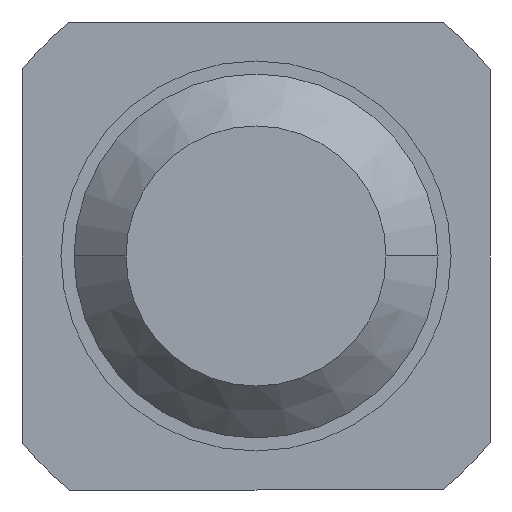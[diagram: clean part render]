
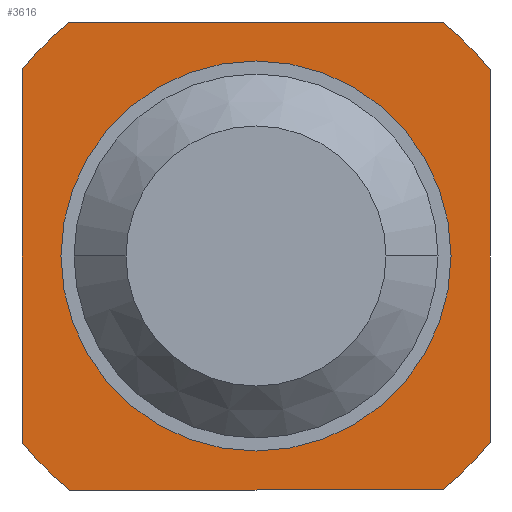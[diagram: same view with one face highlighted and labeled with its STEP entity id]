
A CAD part, front view. The second image highlights one B-rep face of the part: STEP entity #3616.
In plain terms, the highlighted planar face has unit normal (0, -1, 0).
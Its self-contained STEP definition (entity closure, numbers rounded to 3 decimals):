
#8 = CARTESIAN_POINT ( 'NONE',  ( -0.45, 0., 0.358 ) ) ;
#16 = DIRECTION ( 'NONE',  ( 0., 0., 1. ) ) ;
#71 = DIRECTION ( 'NONE',  ( 0., 1., 0. ) ) ;
#211 = CIRCLE ( 'NONE', #3032, 0.575 ) ;
#241 = EDGE_CURVE ( 'Defeature ausgef�hrt3_18+Defeature ausgef�hrt3_12+Defeature ausgef�hrt3_17+Defeature ausgef�hrt3_19', #2840, #4491, #350, .T. ) ;
#262 = AXIS2_PLACEMENT_3D ( 'NONE', #1440, #71, #3189 ) ;
#273 = VECTOR ( 'NONE', #516, 1000. ) ;
#275 = CARTESIAN_POINT ( 'NONE',  ( 0., 0., -0.375 ) ) ;
#291 = CARTESIAN_POINT ( 'NONE',  ( -0.358, 0., -0.45 ) ) ;
#348 = ORIENTED_EDGE ( 'NONE', *, *, #2866, .F. ) ;
#350 = LINE ( 'NONE', #8, #1758 ) ;
#392 = DIRECTION ( 'NONE',  ( 0., 0., 1. ) ) ;
#415 = LINE ( 'NONE', #2774, #2062 ) ;
#444 = ORIENTED_EDGE ( 'NONE', *, *, #2102, .F. ) ;
#456 = DIRECTION ( 'NONE',  ( 0., 1., 0. ) ) ;
#516 = DIRECTION ( 'NONE',  ( -1., 0., 0. ) ) ;
#558 = CARTESIAN_POINT ( 'NONE',  ( 0.358, 0., 0.45 ) ) ;
#613 = CIRCLE ( 'NONE', #262, 0.575 ) ;
#690 = CARTESIAN_POINT ( 'NONE',  ( 0., 0., 0. ) ) ;
#705 = EDGE_LOOP ( 'NONE', ( #3726, #1432 ) ) ;
#763 = ORIENTED_EDGE ( 'NONE', *, *, #4060, .F. ) ;
#824 = CARTESIAN_POINT ( 'NONE',  ( -0.358, 0., -0.45 ) ) ;
#942 = VERTEX_POINT ( 'NONE', #2519 ) ;
#984 = PLANE ( 'NONE',  #2785 ) ;
#1051 = DIRECTION ( 'NONE',  ( 0., 1., 0. ) ) ;
#1071 = DIRECTION ( 'NONE',  ( 0., 1., 0. ) ) ;
#1116 = CIRCLE ( 'NONE', #3567, 0.575 ) ;
#1274 = VERTEX_POINT ( 'NONE', #291 ) ;
#1355 = EDGE_LOOP ( 'NONE', ( #444, #2722, #2410, #2689, #1852, #348, #763, #2202 ) ) ;
#1402 = CIRCLE ( 'NONE', #4345, 0.375 ) ;
#1432 = ORIENTED_EDGE ( 'NONE', *, *, #2673, .T. ) ;
#1440 = CARTESIAN_POINT ( 'NONE',  ( 0., 0., 0. ) ) ;
#1612 = EDGE_CURVE ( 'Defeature ausgef�hrt3_20+Defeature ausgef�hrt3_12+Defeature ausgef�hrt3_19+Defeature ausgef�hrt3_13', #3658, #2729, #3011, .T. ) ;
#1630 = CARTESIAN_POINT ( 'NONE',  ( -0.45, 0., 0.358 ) ) ;
#1733 = CARTESIAN_POINT ( 'NONE',  ( 0., 0., 0. ) ) ;
#1758 = VECTOR ( 'NONE', #2439, 1000. ) ;
#1775 = CARTESIAN_POINT ( 'NONE',  ( 0.358, 0., 0.45 ) ) ;
#1810 = CARTESIAN_POINT ( 'NONE',  ( 0., 0., 0. ) ) ;
#1852 = ORIENTED_EDGE ( 'NONE', *, *, #4193, .F. ) ;
#1977 = DIRECTION ( 'NONE',  ( 1., 0., 0. ) ) ;
#2062 = VECTOR ( 'NONE', #2412, 1000. ) ;
#2102 = EDGE_CURVE ( 'Defeature ausgef�hrt3_13+Defeature ausgef�hrt3_12+Defeature ausgef�hrt3_20+Defeature ausgef�hrt3_14', #2729, #3506, #613, .T. ) ;
#2106 = DIRECTION ( 'NONE',  ( 0., 0., 1. ) ) ;
#2162 = CARTESIAN_POINT ( 'NONE',  ( -0.45, 0., -0.358 ) ) ;
#2202 = ORIENTED_EDGE ( 'NONE', *, *, #4149, .F. ) ;
#2306 = VECTOR ( 'NONE', #1977, 1000. ) ;
#2345 = CARTESIAN_POINT ( 'NONE',  ( 0.45, 0., 0.358 ) ) ;
#2410 = ORIENTED_EDGE ( 'NONE', *, *, #4285, .F. ) ;
#2412 = DIRECTION ( 'NONE',  ( 0., 0., -1. ) ) ;
#2439 = DIRECTION ( 'NONE',  ( 0., 0., 1. ) ) ;
#2519 = CARTESIAN_POINT ( 'NONE',  ( 0.358, 0., -0.45 ) ) ;
#2673 = EDGE_CURVE ( 'Defeature ausgef�hrt3_12+Defeature ausgef�hrt3_5+Defeature ausgef�hrt3_5+Defeature ausgef�hrt3_5', #4486, #4213, #3814, .T. ) ;
#2689 = ORIENTED_EDGE ( 'NONE', *, *, #241, .F. ) ;
#2701 = FACE_BOUND ( 'NONE', #705, .T. ) ;
#2722 = ORIENTED_EDGE ( 'NONE', *, *, #1612, .F. ) ;
#2729 = VERTEX_POINT ( 'NONE', #1775 ) ;
#2774 = CARTESIAN_POINT ( 'NONE',  ( 0.45, 0., 0.358 ) ) ;
#2785 = AXIS2_PLACEMENT_3D ( 'NONE', #690, #3430, #4119 ) ;
#2840 = VERTEX_POINT ( 'NONE', #2162 ) ;
#2866 = EDGE_CURVE ( 'Defeature ausgef�hrt3_16+Defeature ausgef�hrt3_12+Defeature ausgef�hrt3_15+Defeature ausgef�hrt3_17', #942, #1274, #4142, .T. ) ;
#2869 = DIRECTION ( 'NONE',  ( 0., 1., 0. ) ) ;
#2887 = VERTEX_POINT ( 'NONE', #3260 ) ;
#3011 = LINE ( 'NONE', #558, #2306 ) ;
#3032 = AXIS2_PLACEMENT_3D ( 'NONE', #1733, #1051, #2106 ) ;
#3036 = EDGE_CURVE ( 'Defeature ausgef�hrt3_12+Defeature ausgef�hrt3_5+Defeature ausgef�hrt3_5+Defeature ausgef�hrt3_5', #4213, #4486, #1402, .T. ) ;
#3154 = CARTESIAN_POINT ( 'NONE',  ( -0.358, 0., 0.45 ) ) ;
#3189 = DIRECTION ( 'NONE',  ( 0., 0., 1. ) ) ;
#3213 = DIRECTION ( 'NONE',  ( 0., 0., 1. ) ) ;
#3230 = CARTESIAN_POINT ( 'NONE',  ( 0., 0., 0. ) ) ;
#3231 = DIRECTION ( 'NONE',  ( 0., 0., 1. ) ) ;
#3260 = CARTESIAN_POINT ( 'NONE',  ( 0.45, 0., -0.358 ) ) ;
#3318 = CIRCLE ( 'NONE', #3805, 0.575 ) ;
#3430 = DIRECTION ( 'NONE',  ( 0., 1., 0. ) ) ;
#3506 = VERTEX_POINT ( 'NONE', #2345 ) ;
#3527 = CARTESIAN_POINT ( 'NONE',  ( 0., 0., 0. ) ) ;
#3567 = AXIS2_PLACEMENT_3D ( 'NONE', #1810, #3902, #3213 ) ;
#3616 = ADVANCED_FACE ( 'Defeature ausgef�hrt3_12', ( #2701, #3767 ), #984, .F. ) ;
#3658 = VERTEX_POINT ( 'NONE', #3154 ) ;
#3726 = ORIENTED_EDGE ( 'NONE', *, *, #3036, .T. ) ;
#3767 = FACE_OUTER_BOUND ( 'NONE', #1355, .T. ) ;
#3805 = AXIS2_PLACEMENT_3D ( 'NONE', #3230, #2869, #392 ) ;
#3814 = CIRCLE ( 'NONE', #3849, 0.375 ) ;
#3849 = AXIS2_PLACEMENT_3D ( 'NONE', #3527, #456, #3231 ) ;
#3902 = DIRECTION ( 'NONE',  ( 0., 1., 0. ) ) ;
#4060 = EDGE_CURVE ( 'Defeature ausgef�hrt3_15+Defeature ausgef�hrt3_12+Defeature ausgef�hrt3_14+Defeature ausgef�hrt3_16', #2887, #942, #211, .T. ) ;
#4119 = DIRECTION ( 'NONE',  ( 0., 0., 1. ) ) ;
#4142 = LINE ( 'NONE', #824, #273 ) ;
#4149 = EDGE_CURVE ( 'Defeature ausgef�hrt3_14+Defeature ausgef�hrt3_12+Defeature ausgef�hrt3_13+Defeature ausgef�hrt3_15', #3506, #2887, #415, .T. ) ;
#4182 = CARTESIAN_POINT ( 'NONE',  ( 0., 0., 0. ) ) ;
#4193 = EDGE_CURVE ( 'Defeature ausgef�hrt3_17+Defeature ausgef�hrt3_12+Defeature ausgef�hrt3_16+Defeature ausgef�hrt3_18', #1274, #2840, #1116, .T. ) ;
#4213 = VERTEX_POINT ( 'NONE', #4248 ) ;
#4248 = CARTESIAN_POINT ( 'NONE',  ( 0., 0., 0.375 ) ) ;
#4285 = EDGE_CURVE ( 'Defeature ausgef�hrt3_19+Defeature ausgef�hrt3_12+Defeature ausgef�hrt3_18+Defeature ausgef�hrt3_20', #4491, #3658, #3318, .T. ) ;
#4345 = AXIS2_PLACEMENT_3D ( 'NONE', #4182, #1071, #16 ) ;
#4486 = VERTEX_POINT ( 'NONE', #275 ) ;
#4491 = VERTEX_POINT ( 'NONE', #1630 ) ;
